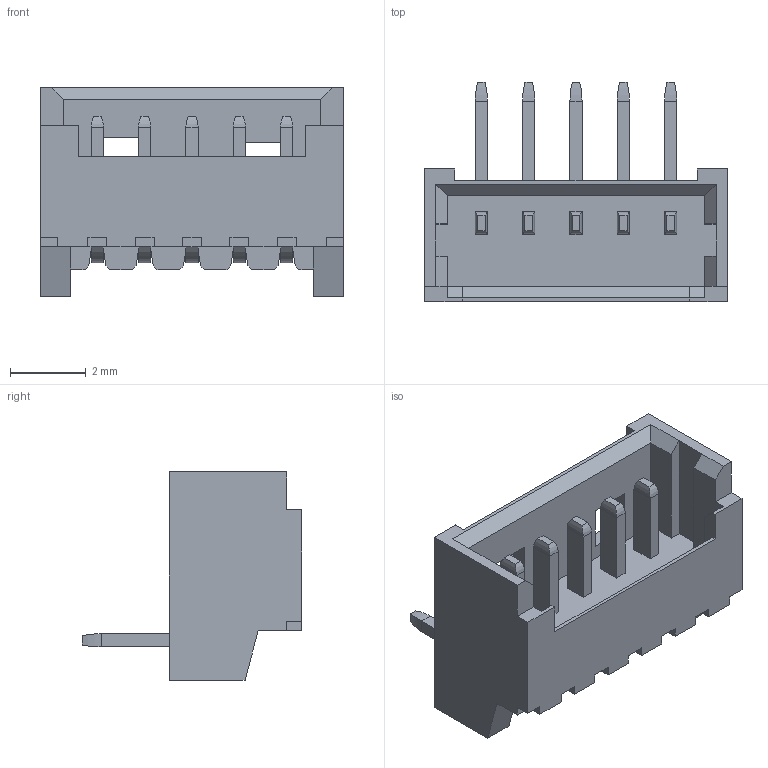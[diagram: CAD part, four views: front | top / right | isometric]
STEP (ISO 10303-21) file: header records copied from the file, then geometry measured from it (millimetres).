
FILE_DESCRIPTION(('STEP AP242'),'1');
FILE_NAME('70372976.stp','2023-11-29T18:36:08',('TraceParts'),('TraceParts S.A.'),'Spatial InterOp 3D',' ',' ');
FILE_SCHEMA(('AP242_MANAGED_MODEL_BASED_3D_ENGINEERING_MIM_LF {1 0 10303 442 1 1 4}'));
Length unit declared in the file: millimetre
Products named in the file (1): 70372976_1
Bounding box: 8 x 5.8 x 5.5 mm (x, y, z)
Volume: 62.9 mm3; surface area: 249 mm2
Topology: 1 solids, 1 shells, 213 faces, 582 edges, 386 vertices
Faces by surface type: plane 163, bspline 40, cylinder 10
Entity records: 7598 total; most frequent: CARTESIAN_POINT 2393, ORIENTED_EDGE 1144, DIRECTION 912, EDGE_CURVE 572, LINE 502, VECTOR 502, VERTEX_POINT 366, EDGE_LOOP 222
